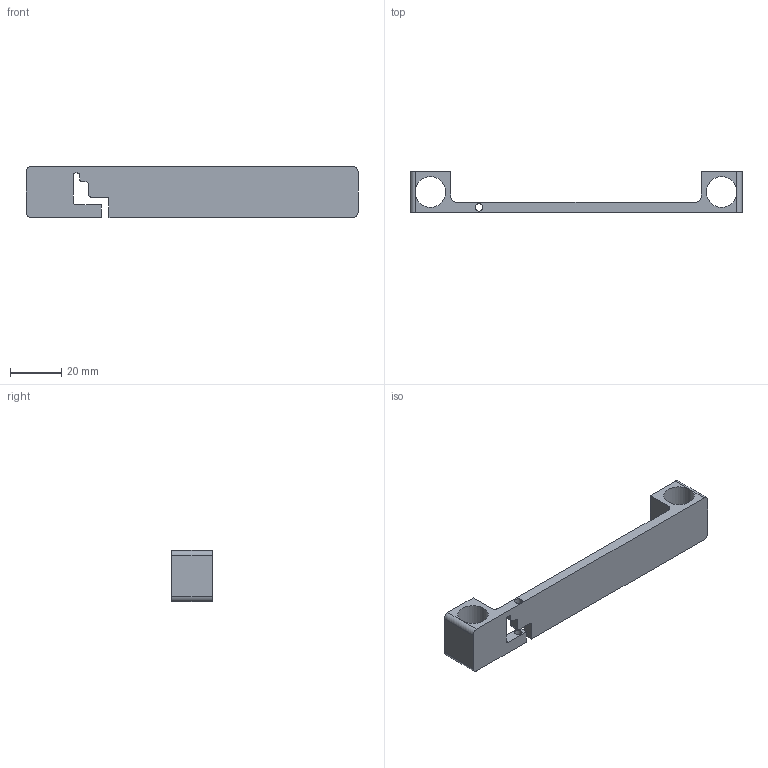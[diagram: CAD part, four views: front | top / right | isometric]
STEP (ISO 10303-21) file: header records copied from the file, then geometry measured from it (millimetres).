
FILE_DESCRIPTION(/* description */ (''),/* implementation_level */ '2;1');
FILE_NAME(/* name */ 'Support laser acier.step',/* time_stamp */ '2019-01-03T12:55:27+01:00',/* author */ ('a.elghozi'),/* organization */ (''),/* preprocessor_version */ 'ST-DEVELOPER v17.2',/* originating_system */ 'Autodesk Translation Framework v7.6.0.251',/* authorisation */ '');
FILE_SCHEMA (('AUTOMOTIVE_DESIGN { 1 0 10303 214 3 1 1 }'));
Length unit declared in the file: millimetre
Products named in the file (1): Support laser acier
Bounding box: 130 x 16 x 20 mm (x, y, z)
Volume: 13010.9 mm3; surface area: 9236.6 mm2
Topology: 1 solids, 1 shells, 37 faces, 111 edges, 71 vertices
Faces by surface type: plane 20, cylinder 17
Full cylindrical faces by diameter (mm): 3 x2, 12 x2
Entity records: 1297 total; most frequent: ORIENTED_EDGE 222, DIRECTION 222, CARTESIAN_POINT 220, EDGE_CURVE 111, LINE 76, VECTOR 76, AXIS2_PLACEMENT_3D 73, VERTEX_POINT 71
